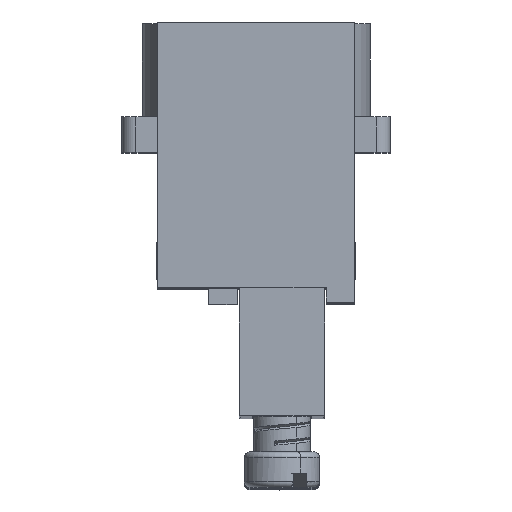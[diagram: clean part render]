
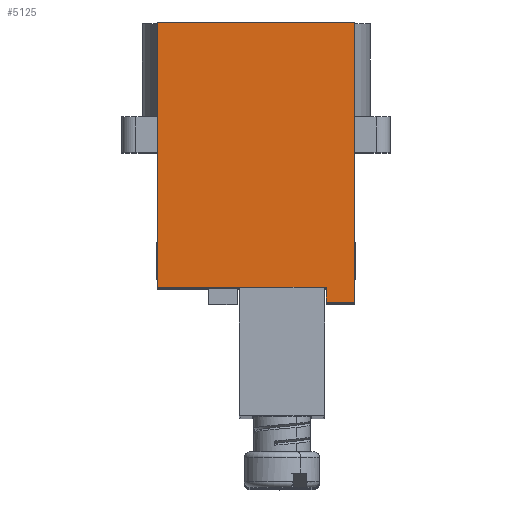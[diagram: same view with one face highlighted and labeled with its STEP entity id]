
A CAD part, top view. The second image highlights one B-rep face of the part: STEP entity #5125.
In plain terms, the highlighted face is planar.
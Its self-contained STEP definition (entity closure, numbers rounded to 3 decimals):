
#601 = ORIENTED_EDGE ( 'NONE', *, *, #11619, .F. ) ;
#1282 = DIRECTION ( 'NONE',  ( 0., -1., 0. ) ) ;
#1408 = DIRECTION ( 'NONE',  ( 0., 0., -1. ) ) ;
#2101 = VERTEX_POINT ( 'NONE', #9374 ) ;
#3010 = VECTOR ( 'NONE', #19577, 1000. ) ;
#3107 = LINE ( 'NONE', #3411, #16827 ) ;
#3411 = CARTESIAN_POINT ( 'NONE',  ( -34.5, 0., -6.9 ) ) ;
#3523 = DIRECTION ( 'NONE',  ( 0., 0., -1. ) ) ;
#3556 = EDGE_CURVE ( 'NONE', #2101, #13554, #6261, .T. ) ;
#3727 = CARTESIAN_POINT ( 'NONE',  ( -34.5, 0., 6.9 ) ) ;
#3840 = DIRECTION ( 'NONE',  ( 0., 0., -1. ) ) ;
#4763 = CARTESIAN_POINT ( 'NONE',  ( -34.5, 18.6, 6.9 ) ) ;
#5125 = ADVANCED_FACE ( 'NONE', ( #15555 ), #12033, .F. ) ;
#5794 = CARTESIAN_POINT ( 'NONE',  ( -34.5, 18.6, 6.9 ) ) ;
#6033 = LINE ( 'NONE', #16026, #17709 ) ;
#6261 = LINE ( 'NONE', #14743, #3010 ) ;
#7577 = ORIENTED_EDGE ( 'NONE', *, *, #14667, .T. ) ;
#7670 = VECTOR ( 'NONE', #1282, 1000. ) ;
#7948 = EDGE_CURVE ( 'NONE', #13554, #9296, #16442, .T. ) ;
#8929 = LINE ( 'NONE', #12888, #7670 ) ;
#8943 = ORIENTED_EDGE ( 'NONE', *, *, #7948, .F. ) ;
#9144 = EDGE_CURVE ( 'NONE', #17641, #13455, #8929, .T. ) ;
#9296 = VERTEX_POINT ( 'NONE', #17809 ) ;
#9374 = CARTESIAN_POINT ( 'NONE',  ( -34.5, 19.6, -6.9 ) ) ;
#10715 = CARTESIAN_POINT ( 'NONE',  ( -34.5, 19.6, -4.9 ) ) ;
#11619 = EDGE_CURVE ( 'NONE', #13455, #19171, #6033, .T. ) ;
#11812 = ORIENTED_EDGE ( 'NONE', *, *, #9144, .F. ) ;
#12033 = PLANE ( 'NONE',  #21168 ) ;
#12888 = CARTESIAN_POINT ( 'NONE',  ( -34.5, 0., 6.9 ) ) ;
#13109 = ORIENTED_EDGE ( 'NONE', *, *, #19244, .T. ) ;
#13449 = CARTESIAN_POINT ( 'NONE',  ( -34.5, 19.6, -4.9 ) ) ;
#13455 = VERTEX_POINT ( 'NONE', #3727 ) ;
#13554 = VERTEX_POINT ( 'NONE', #10715 ) ;
#13941 = CARTESIAN_POINT ( 'NONE',  ( -34.5, 0., -6.9 ) ) ;
#14667 = EDGE_CURVE ( 'NONE', #2101, #19171, #3107, .T. ) ;
#14743 = CARTESIAN_POINT ( 'NONE',  ( -34.5, 19.6, -6.9 ) ) ;
#14928 = VECTOR ( 'NONE', #3523, 1000. ) ;
#15555 = FACE_OUTER_BOUND ( 'NONE', #18493, .T. ) ;
#15737 = VECTOR ( 'NONE', #20003, 1000. ) ;
#16026 = CARTESIAN_POINT ( 'NONE',  ( -34.5, 0., 6.9 ) ) ;
#16442 = LINE ( 'NONE', #13449, #15737 ) ;
#16827 = VECTOR ( 'NONE', #19566, 1000. ) ;
#17151 = CARTESIAN_POINT ( 'NONE',  ( -34.5, 0., 6.9 ) ) ;
#17641 = VERTEX_POINT ( 'NONE', #5794 ) ;
#17709 = VECTOR ( 'NONE', #1408, 1000. ) ;
#17809 = CARTESIAN_POINT ( 'NONE',  ( -34.5, 18.6, -4.9 ) ) ;
#18493 = EDGE_LOOP ( 'NONE', ( #7577, #601, #11812, #13109, #8943, #20526 ) ) ;
#18559 = DIRECTION ( 'NONE',  ( 1., 0., 0. ) ) ;
#19171 = VERTEX_POINT ( 'NONE', #13941 ) ;
#19244 = EDGE_CURVE ( 'NONE', #17641, #9296, #21111, .T. ) ;
#19566 = DIRECTION ( 'NONE',  ( 0., -1., 0. ) ) ;
#19577 = DIRECTION ( 'NONE',  ( 0., 0., 1. ) ) ;
#20003 = DIRECTION ( 'NONE',  ( 0., -1., 0. ) ) ;
#20526 = ORIENTED_EDGE ( 'NONE', *, *, #3556, .F. ) ;
#21111 = LINE ( 'NONE', #4763, #14928 ) ;
#21168 = AXIS2_PLACEMENT_3D ( 'NONE', #17151, #18559, #3840 ) ;
